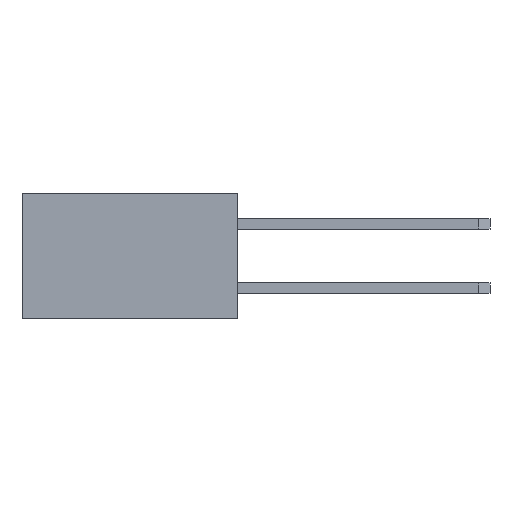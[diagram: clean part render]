
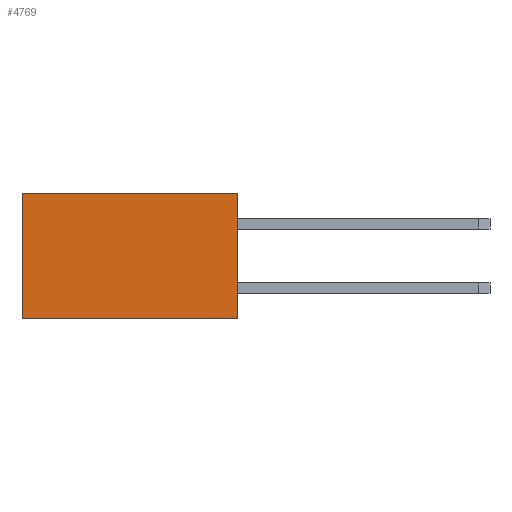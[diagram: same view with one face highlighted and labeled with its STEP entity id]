
A CAD part, left-side view. The second image highlights one B-rep face of the part: STEP entity #4769.
In plain terms, the highlighted planar face has unit normal (-1, 0, 0).
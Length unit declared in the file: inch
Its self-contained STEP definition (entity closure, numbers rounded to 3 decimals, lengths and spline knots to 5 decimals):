
#439=ORIENTED_EDGE('',*,*,#1672,.T.);
#440=ORIENTED_EDGE('',*,*,#1419,.F.);
#441=ORIENTED_EDGE('',*,*,#1691,.F.);
#442=ORIENTED_EDGE('',*,*,#1411,.T.);
#1411=EDGE_CURVE('',#2084,#2083,#2531,.T.);
#1419=EDGE_CURVE('',#2091,#2092,#2539,.T.);
#1672=EDGE_CURVE('',#2083,#2092,#2792,.T.);
#1691=EDGE_CURVE('',#2084,#2091,#2811,.T.);
#2083=VERTEX_POINT('',#6449);
#2084=VERTEX_POINT('',#6451);
#2091=VERTEX_POINT('',#6466);
#2092=VERTEX_POINT('',#6468);
#2531=LINE('',#6450,#3203);
#2539=LINE('',#6467,#3211);
#2792=LINE('',#6972,#3464);
#2811=LINE('',#7001,#3483);
#3203=VECTOR('',#5245,39.37008);
#3211=VECTOR('',#5255,39.37008);
#3464=VECTOR('',#5654,39.37008);
#3483=VECTOR('',#5693,39.37008);
#3923=EDGE_LOOP('',(#439,#440,#441,#442));
#4223=FACE_BOUND('',#3923,.T.);
#4523=PLANE('',#5041);
#4769=ADVANCED_FACE('',(#4223),#4523,.F.);
#5041=AXIS2_PLACEMENT_3D('',#7000,#5691,#5692);
#5245=DIRECTION('',(0.,-1.,0.));
#5255=DIRECTION('',(0.,-1.,0.));
#5654=DIRECTION('',(0.,0.,1.));
#5691=DIRECTION('',(1.,0.,0.));
#5692=DIRECTION('',(0.,0.,-1.));
#5693=DIRECTION('',(0.,0.,1.));
#6449=CARTESIAN_POINT('',(-0.46,0.,-0.0975));
#6450=CARTESIAN_POINT('',(-0.46,0.335,-0.0975));
#6451=CARTESIAN_POINT('',(-0.46,0.335,-0.0975));
#6466=CARTESIAN_POINT('',(-0.46,0.335,0.0975));
#6467=CARTESIAN_POINT('',(-0.46,0.335,0.0975));
#6468=CARTESIAN_POINT('',(-0.46,0.,0.0975));
#6972=CARTESIAN_POINT('',(-0.46,0.,-0.0975));
#7000=CARTESIAN_POINT('',(-0.46,0.335,-0.0975));
#7001=CARTESIAN_POINT('',(-0.46,0.335,-0.0975));
